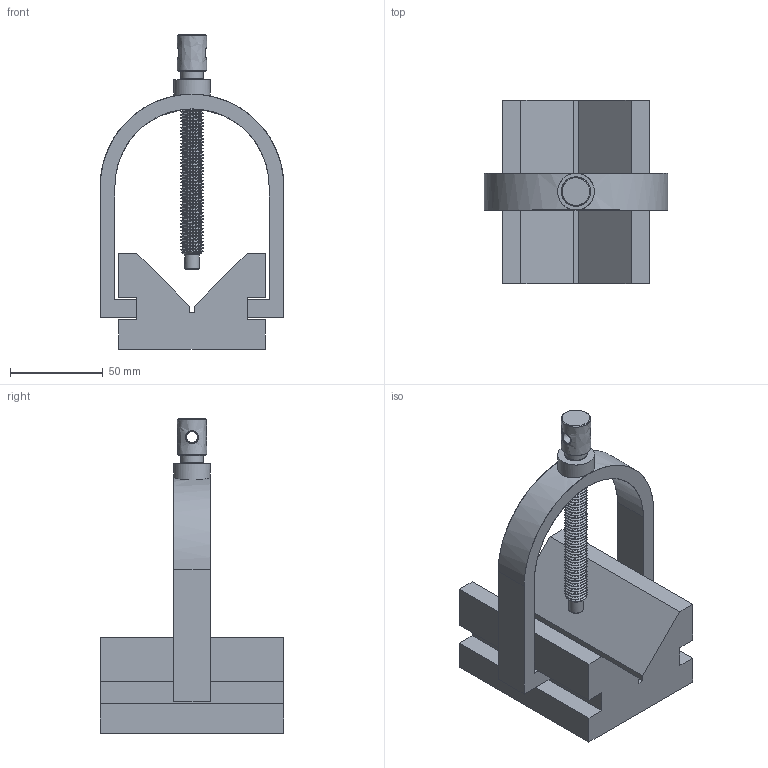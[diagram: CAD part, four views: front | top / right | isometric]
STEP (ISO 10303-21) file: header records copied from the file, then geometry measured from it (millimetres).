
FILE_DESCRIPTION(('FreeCAD Model'),'2;1');
FILE_NAME('Open CASCADE Shape Model','2025-05-03T16:41:15',('FreeCAD'),( 'FreeCAD'),'Open CASCADE STEP processor 7.6','FreeCAD','Unknown');
FILE_SCHEMA(('AUTOMOTIVE_DESIGN { 1 0 10303 214 1 1 1 1 }'));
Products named in the file (1): Open CASCADE STEP translator 7.6 1
Bounding box: 99.13 x 99.13 x 169.89 mm (x, y, z)
Surface area: 64915.7 mm2 (no closed solid volume)
Topology: 0 solids, 266 shells, 266 faces, 1238 edges, 1221 vertices
Faces by surface type: bspline 266
Entity records: 46769 total; most frequent: CARTESIAN_POINT 40433, ORIENTED_EDGE 1238, EDGE_CURVE 1238, VERTEX_POINT 1236, B_SPLINE_CURVE_WITH_KNOTS 1082, FACE_BOUND 272, EDGE_LOOP 272, SHELL_BASED_SURFACE_MODEL 266
